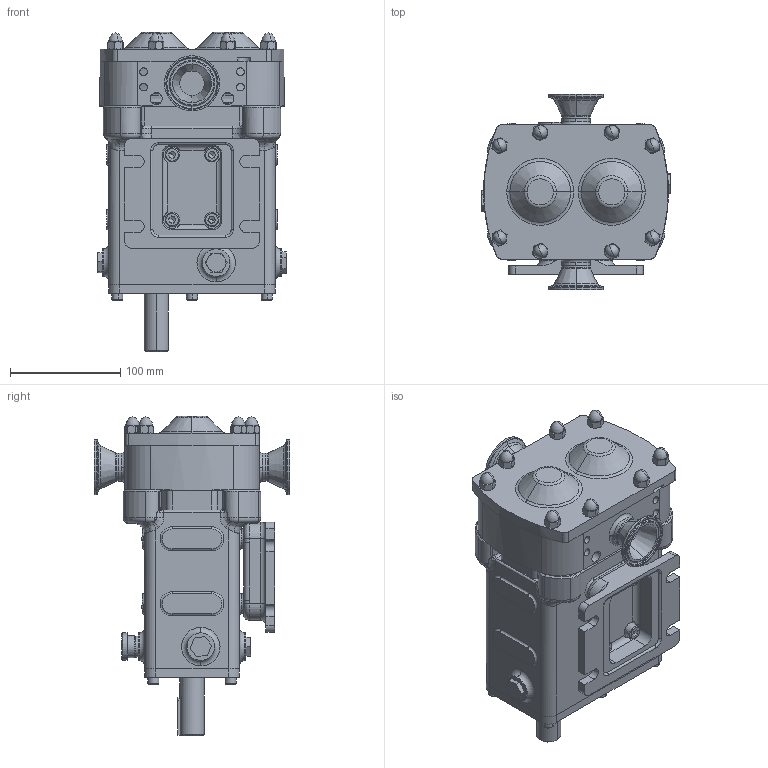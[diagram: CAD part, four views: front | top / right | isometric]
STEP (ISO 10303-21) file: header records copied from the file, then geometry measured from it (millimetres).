
FILE_DESCRIPTION (( 'STEP AP214' ), '1' );
FILE_NAME ('GA4105.STEP', '2024-11-06T21:09:42', ( '' ), ( '' ), 'SwSTEP 2.0', 'SolidWorks 2023', '' );
FILE_SCHEMA (( 'AUTOMOTIVE_DESIGN' ));
Length unit declared in the file: millimetre
Products named in the file (3): Copy of Rev 1.5 Inch to 1 Inch Tri-Clamp^GA4105; Copy of R0150 CPP V LHD^GA4105; GA4105
Assembly tree (3 placements, depth 2):
  GA4105
    Copy of R0150 CPP V LHD^GA4105
    Copy of Rev 1.5 Inch to 1 Inch Tri-Clamp^GA4105  x2
Bounding box: 171.64 x 178 x 290 mm (x, y, z)
Volume: 3471624.4 mm3; surface area: 231510.2 mm2
Topology: 3 solids, 3 shells, 1232 faces, 3014 edges, 1828 vertices
Faces by surface type: plane 360, cylinder 301, cone 210, bspline 184, torus 177
Entity records: 40170 total; most frequent: CARTESIAN_POINT 13852, ORIENTED_EDGE 5808, DIRECTION 5297, EDGE_CURVE 2904, AXIS2_PLACEMENT_3D 2202, VERTEX_POINT 1792, EDGE_LOOP 1294, FACE_OUTER_BOUND 1199
